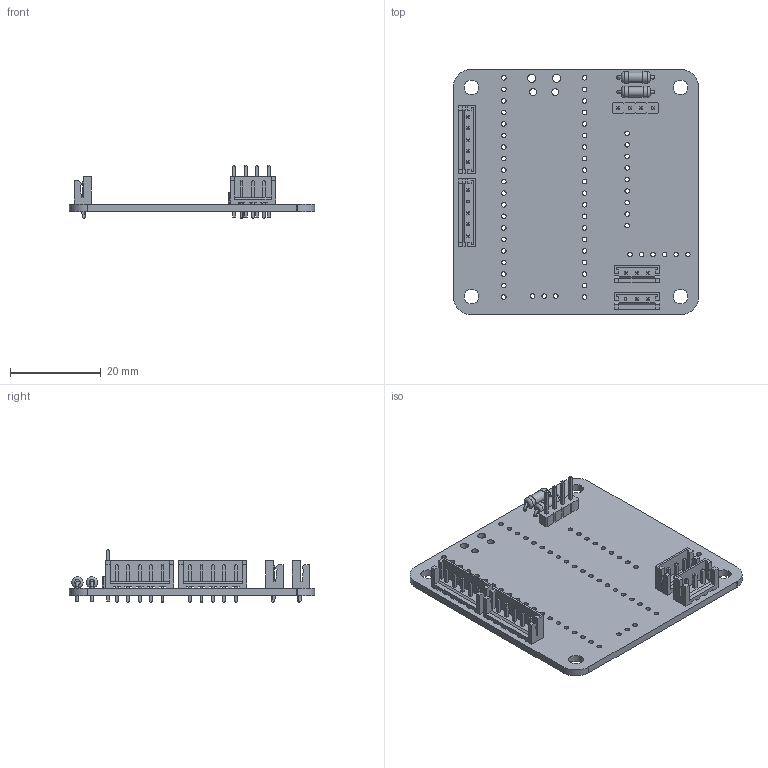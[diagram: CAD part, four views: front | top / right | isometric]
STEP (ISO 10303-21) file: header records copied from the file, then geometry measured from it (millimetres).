
FILE_DESCRIPTION(('KiCad electronic assembly'),'2;1');
FILE_NAME('trill-digital-garden.step','2025-03-04T22:36:20',('Pcbnew'),( 'Kicad'),'Open CASCADE STEP processor 7.6','KiCad to STEP converter' ,'Unknown');
FILE_SCHEMA(('AUTOMOTIVE_DESIGN { 1 0 10303 214 1 1 1 1 }'));
Length unit declared in the file: millimetre
Products named in the file (10): trill-digital-garden 1; JST_EH_B3B-EH-A_1x03_P2.50mm_Vertical; JST_B3B_EH_A; PinHeader_1x04_P2.54mm_Vertical; PinHeader_1x04_P254mm_Vertical; JST_EH_B5B-EH-A_1x05_P2.50mm_Vertical; JST_B5B_EH_A; R_Axial_DIN0207_L6.3mm_D2.5mm_P7.62mm_Horizontal; R_Axial_DIN0207_L63mm_D25mm_P762mm_Horizontal; trill-digital-garden_PCB
Assembly tree (12 placements, depth 3):
  trill-digital-garden 1
    JST_EH_B3B-EH-A_1x03_P2.50mm_Vertical  x2
      JST_B3B_EH_A
    PinHeader_1x04_P2.54mm_Vertical
      PinHeader_1x04_P254mm_Vertical
    JST_EH_B5B-EH-A_1x05_P2.50mm_Vertical  x2
      JST_B5B_EH_A
    R_Axial_DIN0207_L6.3mm_D2.5mm_P7.62mm_Horizontal  x2
      R_Axial_DIN0207_L63mm_D25mm_P762mm_Horizontal
    trill-digital-garden_PCB
Bounding box: 54 x 54 x 11.74 mm (x, y, z)
Volume: 5079.5 mm3; surface area: 8402.8 mm2
Topology: 8 solids, 8 shells, 737 faces, 1883 edges, 1210 vertices
Faces by surface type: plane 625, cylinder 104, torus 8
Full cylindrical faces by diameter (mm): 0.6 x4, 0.8 x4, 0.95 x16, 1 x19, 1.02 x43, 1.5 x2, 1.8 x2, 2.25 x2, 2.5 x4, 3.2 x4
Entity records: 17552 total; most frequent: CARTESIAN_POINT 2807, ORIENTED_EDGE 2424, DIRECTION 2380, EDGE_CURVE 1212, LINE 1006, VECTOR 1006, VERTEX_POINT 780, AXIS2_PLACEMENT_3D 687
